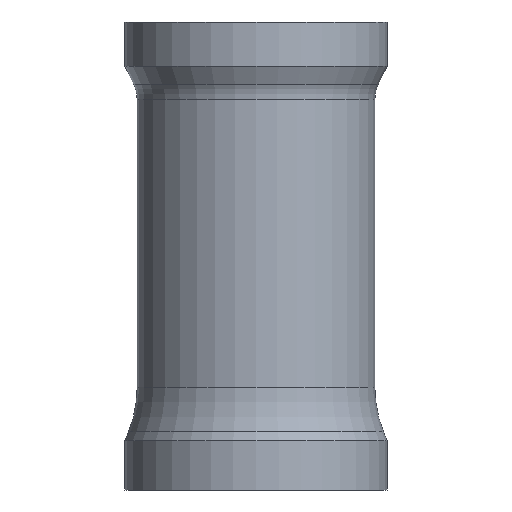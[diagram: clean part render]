
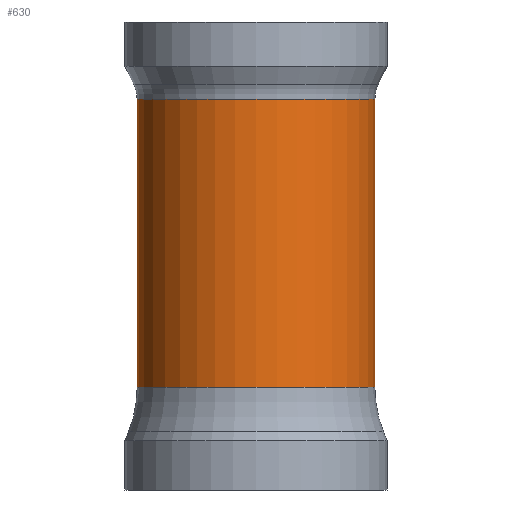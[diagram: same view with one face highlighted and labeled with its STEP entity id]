
A CAD part, front view. The second image highlights one B-rep face of the part: STEP entity #630.
In plain terms, the highlighted cylindrical face has radius 25.4 mm (diameter 50.8 mm), a partial arc.
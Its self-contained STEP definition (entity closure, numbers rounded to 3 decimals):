
#17 = CIRCLE ( 'NONE', #592, 25.4 ) ;
#50 = AXIS2_PLACEMENT_3D ( 'NONE', #357, #404, #622 ) ;
#61 = ORIENTED_EDGE ( 'NONE', *, *, #683, .F. ) ;
#72 = VERTEX_POINT ( 'NONE', #280 ) ;
#77 = VECTOR ( 'NONE', #282, 1000. ) ;
#78 = CARTESIAN_POINT ( 'NONE',  ( -25.4, 0., -78. ) ) ;
#86 = AXIS2_PLACEMENT_3D ( 'NONE', #636, #692, #206 ) ;
#177 = ORIENTED_EDGE ( 'NONE', *, *, #391, .F. ) ;
#185 = LINE ( 'NONE', #330, #476 ) ;
#194 = FACE_OUTER_BOUND ( 'NONE', #385, .T. ) ;
#206 = DIRECTION ( 'NONE',  ( 1., 0., 0. ) ) ;
#280 = CARTESIAN_POINT ( 'NONE',  ( 25.4, 0., -78. ) ) ;
#282 = DIRECTION ( 'NONE',  ( 0., 0., 1. ) ) ;
#285 = CARTESIAN_POINT ( 'NONE',  ( 25.4, 0., 0. ) ) ;
#320 = ORIENTED_EDGE ( 'NONE', *, *, #497, .T. ) ;
#324 = ORIENTED_EDGE ( 'NONE', *, *, #459, .T. ) ;
#326 = CARTESIAN_POINT ( 'NONE',  ( 25.4, 0., -16.5 ) ) ;
#330 = CARTESIAN_POINT ( 'NONE',  ( -25.4, 0., 0. ) ) ;
#357 = CARTESIAN_POINT ( 'NONE',  ( 0., 0., 0. ) ) ;
#370 = VERTEX_POINT ( 'NONE', #326 ) ;
#385 = EDGE_LOOP ( 'NONE', ( #177, #324, #320, #61 ) ) ;
#391 = EDGE_CURVE ( 'NONE', #528, #691, #185, .T. ) ;
#397 = DIRECTION ( 'NONE',  ( 0., 0., 1. ) ) ;
#404 = DIRECTION ( 'NONE',  ( 0., 0., 1. ) ) ;
#435 = CARTESIAN_POINT ( 'NONE',  ( 0., 0., -78. ) ) ;
#439 = DIRECTION ( 'NONE',  ( 1., 0., 0. ) ) ;
#459 = EDGE_CURVE ( 'NONE', #528, #72, #17, .T. ) ;
#460 = CYLINDRICAL_SURFACE ( 'NONE', #50, 25.4 ) ;
#476 = VECTOR ( 'NONE', #503, 1000. ) ;
#477 = CARTESIAN_POINT ( 'NONE',  ( -25.4, 0., -16.5 ) ) ;
#497 = EDGE_CURVE ( 'NONE', #72, #370, #670, .T. ) ;
#503 = DIRECTION ( 'NONE',  ( 0., 0., 1. ) ) ;
#528 = VERTEX_POINT ( 'NONE', #78 ) ;
#550 = CIRCLE ( 'NONE', #86, 25.4 ) ;
#592 = AXIS2_PLACEMENT_3D ( 'NONE', #435, #397, #439 ) ;
#622 = DIRECTION ( 'NONE',  ( 1., 0., 0. ) ) ;
#630 = ADVANCED_FACE ( 'NONE', ( #194 ), #460, .T. ) ;
#636 = CARTESIAN_POINT ( 'NONE',  ( 0., 0., -16.5 ) ) ;
#670 = LINE ( 'NONE', #285, #77 ) ;
#683 = EDGE_CURVE ( 'NONE', #691, #370, #550, .T. ) ;
#691 = VERTEX_POINT ( 'NONE', #477 ) ;
#692 = DIRECTION ( 'NONE',  ( 0., 0., 1. ) ) ;
